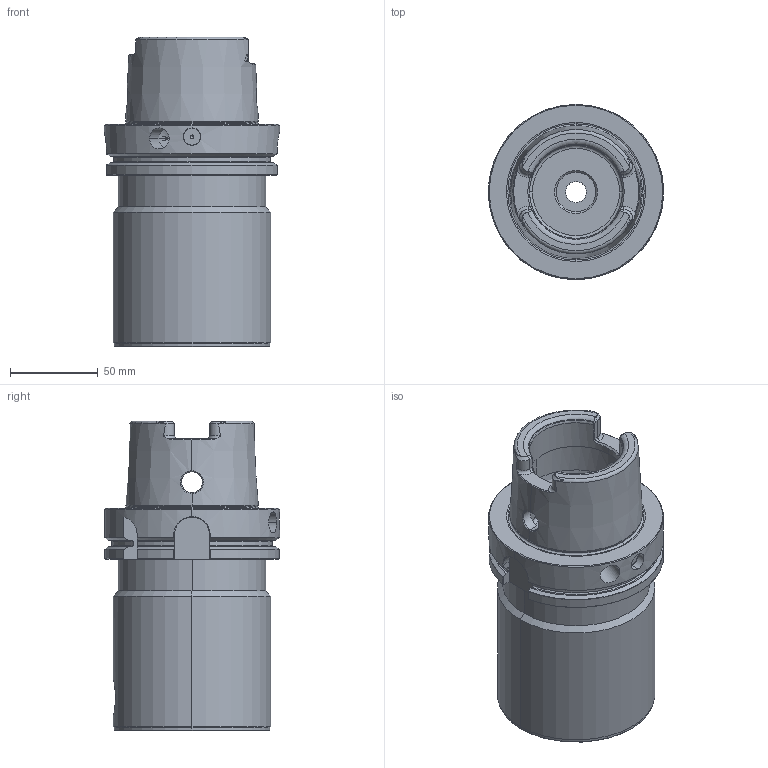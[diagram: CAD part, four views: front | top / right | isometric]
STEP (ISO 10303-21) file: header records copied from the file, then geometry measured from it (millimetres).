
FILE_DESCRIPTION(('no description'),'unknown implementation level');
FILE_NAME('179324D5-93EE-408A-9D0B-4CA4D7E28025_export.stp',' ',('CIMSOURCE GmbH'),('CADClick - KiM GmbH - www.kimweb.de'),'unknown preprocess','ACIS','unknown authorization');
FILE_SCHEMA(('automotive_design'));
Length unit declared in the file: millimetre
Products named in the file (2): 324.572 Kaiser HSK-A100 X CKS7 X 210|690.437 Kaiser ETL M20 X 29 CK7_Standard;NONE; 324.572 Kaiser HSK-A100 X CKS7 X 210|324.572 Kaiser HSK-A100 X CKS7 X 210_Fertigbearbeitung;NONE
Bounding box: 99.93 x 99.93 x 176.9 mm (x, y, z)
Volume: 722097.7 mm3; surface area: 94300.3 mm2
Topology: 2 solids, 2 shells, 298 faces, 759 edges, 467 vertices
Faces by surface type: cone 93, plane 81, cylinder 74, torus 34, bspline 16
Entity records: 20561 total; most frequent: CARTESIAN_POINT 5139, STYLED_ITEM 1520, PRESENTATION_STYLE_ASSIGNMENT 1520, COLOUR_RGB 1520, ORIENTED_EDGE 1506, DIRECTION 1400, EDGE_CURVE 753, CURVE_STYLE 753
